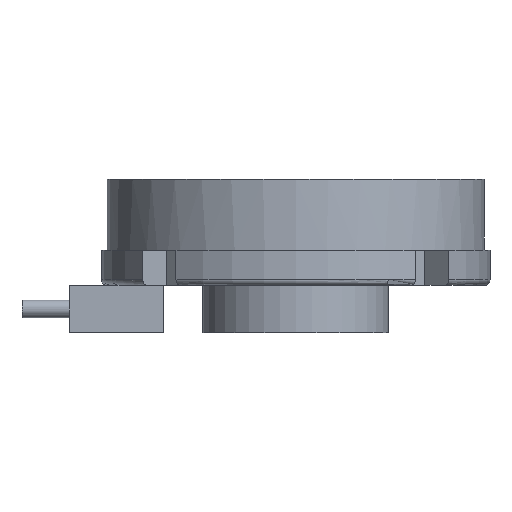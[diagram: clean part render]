
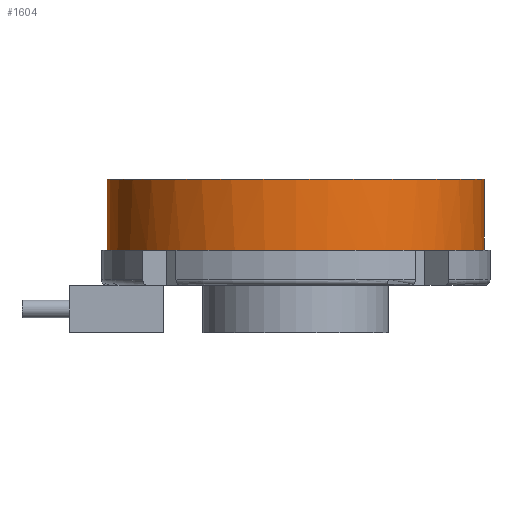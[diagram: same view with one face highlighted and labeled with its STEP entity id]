
A CAD part, front view. The second image highlights one B-rep face of the part: STEP entity #1604.
In plain terms, the highlighted cylindrical face has radius 16 mm (diameter 32 mm), a partial arc.
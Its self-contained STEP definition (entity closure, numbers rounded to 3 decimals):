
#10 = EDGE_CURVE ( 'NONE', #955, #3080, #661, .T. ) ;
#20 = AXIS2_PLACEMENT_3D ( 'NONE', #1482, #1146, #636 ) ;
#33 = VERTEX_POINT ( 'NONE', #2450 ) ;
#57 = DIRECTION ( 'NONE',  ( 0., 0., -1. ) ) ;
#74 = EDGE_CURVE ( 'NONE', #2242, #941, #93, .T. ) ;
#93 = CIRCLE ( 'NONE', #208, 16. ) ;
#96 = ORIENTED_EDGE ( 'NONE', *, *, #1663, .T. ) ;
#191 = CARTESIAN_POINT ( 'NONE',  ( 0., 0., 0. ) ) ;
#208 = AXIS2_PLACEMENT_3D ( 'NONE', #1629, #1353, #3196 ) ;
#213 = DIRECTION ( 'NONE',  ( 1., 0., 0. ) ) ;
#278 = DIRECTION ( 'NONE',  ( 1., 0., 0. ) ) ;
#303 = AXIS2_PLACEMENT_3D ( 'NONE', #191, #1548, #213 ) ;
#307 = VECTOR ( 'NONE', #57, 1000. ) ;
#389 = FACE_OUTER_BOUND ( 'NONE', #1567, .T. ) ;
#421 = EDGE_CURVE ( 'NONE', #2309, #463, #601, .T. ) ;
#455 = ORIENTED_EDGE ( 'NONE', *, *, #10, .F. ) ;
#463 = VERTEX_POINT ( 'NONE', #485 ) ;
#485 = CARTESIAN_POINT ( 'NONE',  ( 12.639, -9.811, 0. ) ) ;
#488 = ORIENTED_EDGE ( 'NONE', *, *, #421, .T. ) ;
#579 = CARTESIAN_POINT ( 'NONE',  ( 0., 0., 0. ) ) ;
#601 = CIRCLE ( 'NONE', #2572, 16. ) ;
#636 = DIRECTION ( 'NONE',  ( -1., 0., 0. ) ) ;
#661 = CIRCLE ( 'NONE', #1827, 16. ) ;
#698 = CARTESIAN_POINT ( 'NONE',  ( 0., 0., 0. ) ) ;
#932 = CARTESIAN_POINT ( 'NONE',  ( 16., 0., 6. ) ) ;
#941 = VERTEX_POINT ( 'NONE', #1272 ) ;
#955 = VERTEX_POINT ( 'NONE', #2948 ) ;
#1146 = DIRECTION ( 'NONE',  ( 0., 0., -1. ) ) ;
#1170 = CARTESIAN_POINT ( 'NONE',  ( -12.639, -9.811, 0. ) ) ;
#1258 = DIRECTION ( 'NONE',  ( 0., 0., 1. ) ) ;
#1272 = CARTESIAN_POINT ( 'NONE',  ( -9.811, -12.639, 0. ) ) ;
#1353 = DIRECTION ( 'NONE',  ( 0., 0., 1. ) ) ;
#1378 = LINE ( 'NONE', #2472, #307 ) ;
#1433 = EDGE_CURVE ( 'NONE', #3080, #2949, #1378, .T. ) ;
#1482 = CARTESIAN_POINT ( 'NONE',  ( 0., 0., 6. ) ) ;
#1548 = DIRECTION ( 'NONE',  ( 0., 0., 1. ) ) ;
#1567 = EDGE_LOOP ( 'NONE', ( #1802, #455, #2688, #2266, #2754, #2062, #488, #96 ) ) ;
#1604 = ADVANCED_FACE ( 'NONE', ( #389 ), #3288, .T. ) ;
#1629 = CARTESIAN_POINT ( 'NONE',  ( 0., 0., 0. ) ) ;
#1631 = CIRCLE ( 'NONE', #2081, 16. ) ;
#1663 = EDGE_CURVE ( 'NONE', #463, #2949, #1751, .T. ) ;
#1751 = CIRCLE ( 'NONE', #303, 16. ) ;
#1771 = CARTESIAN_POINT ( 'NONE',  ( 0., 0., 6. ) ) ;
#1802 = ORIENTED_EDGE ( 'NONE', *, *, #1433, .F. ) ;
#1827 = AXIS2_PLACEMENT_3D ( 'NONE', #1771, #1258, #2342 ) ;
#1918 = DIRECTION ( 'NONE',  ( 1., 0., 0. ) ) ;
#2025 = DIRECTION ( 'NONE',  ( 1., 0., 0. ) ) ;
#2062 = ORIENTED_EDGE ( 'NONE', *, *, #3185, .T. ) ;
#2081 = AXIS2_PLACEMENT_3D ( 'NONE', #579, #2974, #1918 ) ;
#2185 = CARTESIAN_POINT ( 'NONE',  ( 16., 0., 0. ) ) ;
#2242 = VERTEX_POINT ( 'NONE', #1170 ) ;
#2266 = ORIENTED_EDGE ( 'NONE', *, *, #2844, .T. ) ;
#2294 = DIRECTION ( 'NONE',  ( 0., 0., 1. ) ) ;
#2309 = VERTEX_POINT ( 'NONE', #2614 ) ;
#2325 = DIRECTION ( 'NONE',  ( 0., 0., -1. ) ) ;
#2342 = DIRECTION ( 'NONE',  ( 1., 0., 0. ) ) ;
#2345 = AXIS2_PLACEMENT_3D ( 'NONE', #3110, #2294, #2025 ) ;
#2450 = CARTESIAN_POINT ( 'NONE',  ( -16., 0., 0. ) ) ;
#2472 = CARTESIAN_POINT ( 'NONE',  ( 16., 0., 6. ) ) ;
#2484 = LINE ( 'NONE', #3372, #3180 ) ;
#2572 = AXIS2_PLACEMENT_3D ( 'NONE', #698, #3208, #278 ) ;
#2614 = CARTESIAN_POINT ( 'NONE',  ( 9.811, -12.639, 0. ) ) ;
#2688 = ORIENTED_EDGE ( 'NONE', *, *, #3166, .T. ) ;
#2754 = ORIENTED_EDGE ( 'NONE', *, *, #74, .T. ) ;
#2844 = EDGE_CURVE ( 'NONE', #33, #2242, #1631, .T. ) ;
#2948 = CARTESIAN_POINT ( 'NONE',  ( -16., 0., 6. ) ) ;
#2949 = VERTEX_POINT ( 'NONE', #2185 ) ;
#2974 = DIRECTION ( 'NONE',  ( 0., 0., 1. ) ) ;
#3080 = VERTEX_POINT ( 'NONE', #932 ) ;
#3110 = CARTESIAN_POINT ( 'NONE',  ( 0., 0., 0. ) ) ;
#3166 = EDGE_CURVE ( 'NONE', #955, #33, #2484, .T. ) ;
#3180 = VECTOR ( 'NONE', #2325, 1000. ) ;
#3185 = EDGE_CURVE ( 'NONE', #941, #2309, #3289, .T. ) ;
#3196 = DIRECTION ( 'NONE',  ( 1., 0., 0. ) ) ;
#3208 = DIRECTION ( 'NONE',  ( 0., 0., 1. ) ) ;
#3288 = CYLINDRICAL_SURFACE ( 'NONE', #20, 16. ) ;
#3289 = CIRCLE ( 'NONE', #2345, 16. ) ;
#3372 = CARTESIAN_POINT ( 'NONE',  ( -16., 0., 6. ) ) ;
